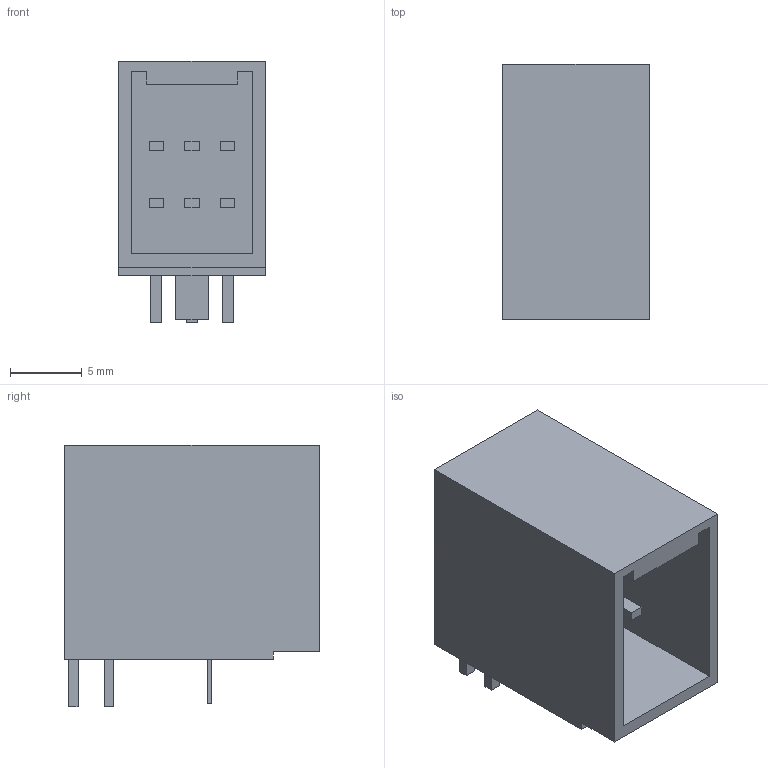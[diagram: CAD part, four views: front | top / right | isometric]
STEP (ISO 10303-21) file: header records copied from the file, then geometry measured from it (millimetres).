
FILE_DESCRIPTION(('FreeCAD Model'),'2;1');
FILE_NAME('JST_J2100_S06B-J21DK-GG_2x03x2.50mm_Angled.STEP','2016-03-20T21:13:33',( 'Author'),(''),'Open CASCADE STEP processor 6.8','FreeCAD','Unknown' );
FILE_SCHEMA(('AUTOMOTIVE_DESIGN_CC2 { 1 2 10303 214 -1 1 5 4 }'));
Length unit declared in the file: millimetre
Products named in the file (1): S06B-J21DK-GGXR
Bounding box: 10.2 x 17.8 x 18.25 mm (x, y, z)
Volume: 1680.2 mm3; surface area: 1816.2 mm2
Topology: 1 solids, 1 shells, 82 faces, 198 edges, 132 vertices
Faces by surface type: plane 82
Entity records: 5503 total; most frequent: CARTESIAN_POINT 809, DIRECTION 760, LINE 594, VECTOR 594, ORIENTED_EDGE 396, PCURVE 396, DEFINITIONAL_REPRESENTATION 396, EDGE_CURVE 198
